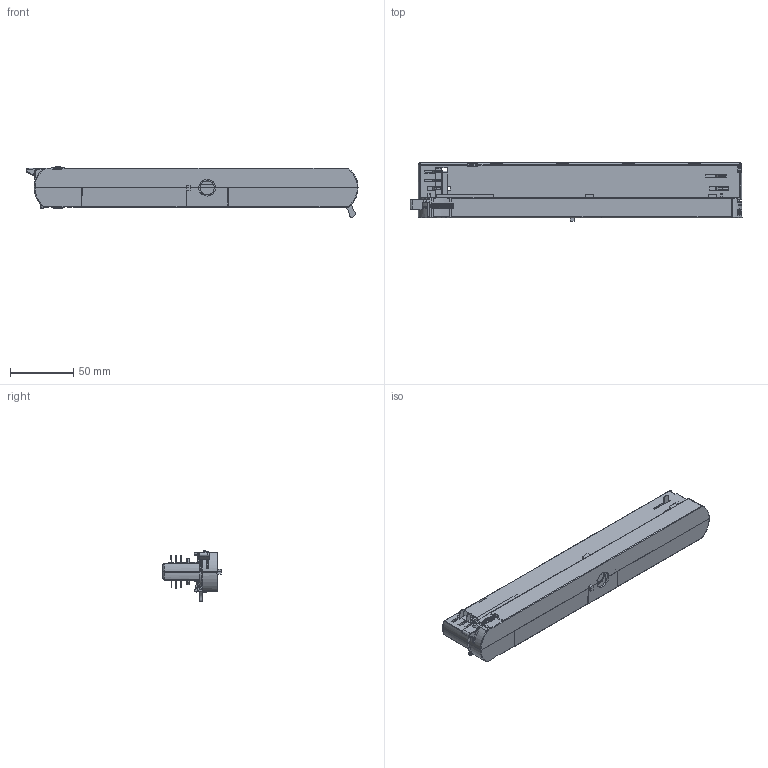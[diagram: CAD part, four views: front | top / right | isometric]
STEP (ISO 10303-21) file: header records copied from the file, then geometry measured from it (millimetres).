
FILE_DESCRIPTION((''),'2;1');
FILE_NAME('TCI_60_ASM','2019-11-29T11:05:40',('wsenga'),(''),'CREO PARAMETRIC BY PTC INC, 2019080','CREO PARAMETRIC BY PTC INC, 2019080','');
FILE_SCHEMA(('CONFIG_CONTROL_DESIGN'));
Length unit declared in the file: millimetre
Products named in the file (24): 881004_C_COVER_DALI_ON_OFF_DEFA; 808033_00; 880886_DEFAULT; 813273_00; 2700; _U3_1_0001; 881007_A_COVER_DALI_DEFAULT_ASM; 881005_D_COVER_DALI_ON_OFF_DEFA; 881008_B_COVER_DALI_DEFAULT; 813268_00; 813269_00; YL-10822_00; ASS2_000_ASM; 880908; 8135682_00; _150001; _160001; 8135652_00_ASM; 8135672_00; 8135662_00; 12_DEFAULT00_ASM; 813267_00; TCI__60_ASM; TCI_60_ASM
Assembly tree (27 placements, depth 5):
  TCI_60_ASM
    TCI__60_ASM
      881004_C_COVER_DALI_ON_OFF_DEFA
      808033_00  x2
      880886_DEFAULT  x2
      813273_00
      881007_A_COVER_DALI_DEFAULT_ASM
        2700
        _U3_1_0001
      881005_D_COVER_DALI_ON_OFF_DEFA
      881008_B_COVER_DALI_DEFAULT
      ASS2_000_ASM
        813268_00  x2
        813269_00  x2
        YL-10822_00
      880908
      12_DEFAULT00_ASM
        8135682_00
        8135652_00_ASM
          _150001
          _160001
        8135672_00
        8135662_00
      813267_00
Bounding box: 261.55 x 45.9 x 39.72 mm (x, y, z)
Volume: 62444.3 mm3; surface area: 104446 mm2
Topology: 21 solids, 25 shells, 3378 faces, 9149 edges, 5836 vertices
Faces by surface type: plane 1926, cylinder 682, torus 286, bspline 285, cone 169, extrusion 23, sphere 7
Entity records: 127531 total; most frequent: CARTESIAN_POINT 48965, ORIENTED_EDGE 17646, DIRECTION 14240, EDGE_CURVE 8829, VERTEX_POINT 5628, VECTOR 5242, LINE 5219, AXIS2_PLACEMENT_3D 4499
